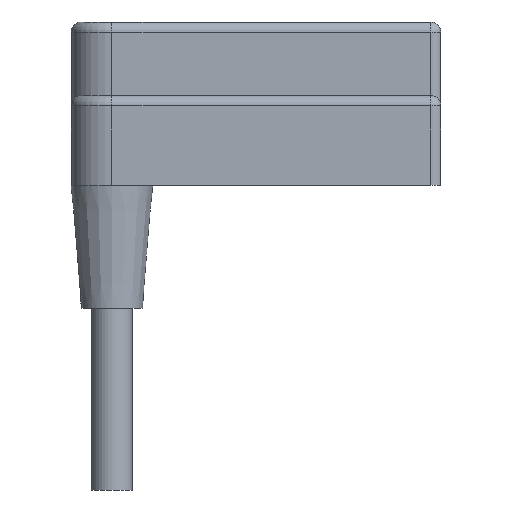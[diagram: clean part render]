
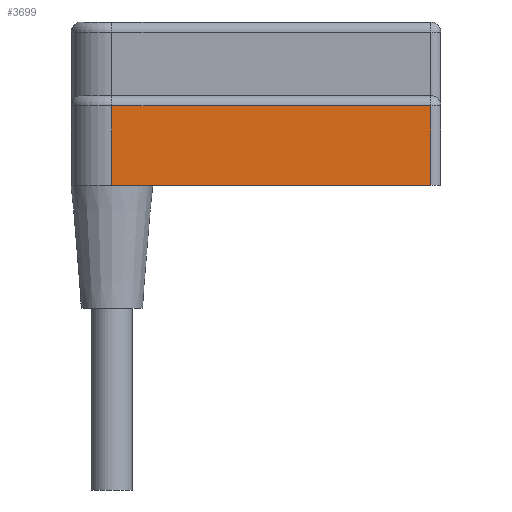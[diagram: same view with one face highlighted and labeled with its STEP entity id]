
A CAD part, left-side view. The second image highlights one B-rep face of the part: STEP entity #3699.
In plain terms, the highlighted planar face has unit normal (-1, 0, 0).
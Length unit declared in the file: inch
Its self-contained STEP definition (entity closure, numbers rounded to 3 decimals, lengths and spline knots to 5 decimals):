
#3575=CARTESIAN_POINT('',(-1.57087,0.27756,0.15354));
#3576=VERTEX_POINT('',#3575);
#3609=CARTESIAN_POINT('',(-1.57087,-0.33661,0.15354));
#3610=VERTEX_POINT('',#3609);
#3625=CARTESIAN_POINT('',(-1.57087,0.27756,0.15354));
#3626=DIRECTION('',(0.0,-1.0,0.0));
#3627=VECTOR('',#3626,0.61417);
#3628=LINE('',#3625,#3627);
#3629=EDGE_CURVE('',#3576,#3610,#3628,.T.);
#3657=CARTESIAN_POINT('',(-1.57087,-0.33661,0.0));
#3658=VERTEX_POINT('',#3657);
#3659=CARTESIAN_POINT('',(-1.57087,-0.33661,0.15354));
#3660=DIRECTION('',(0.0,0.0,-1.0));
#3661=VECTOR('',#3660,0.15354);
#3662=LINE('',#3659,#3661);
#3663=EDGE_CURVE('',#3610,#3658,#3662,.T.);
#3676=CARTESIAN_POINT('',(-1.57087,-0.3563,0.0));
#3677=DIRECTION('',(-1.0,0.0,0.0));
#3678=DIRECTION('',(0.0,0.0,1.0));
#3679=AXIS2_PLACEMENT_3D('',#3676,#3677,#3678);
#3680=PLANE('',#3679);
#3681=ORIENTED_EDGE('',*,*,#3629,.F.);
#3682=CARTESIAN_POINT('',(-1.57087,0.27756,0.0));
#3683=VERTEX_POINT('',#3682);
#3684=CARTESIAN_POINT('',(-1.57087,0.27756,0.0));
#3685=DIRECTION('',(0.0,0.0,1.0));
#3686=VECTOR('',#3685,0.15354);
#3687=LINE('',#3684,#3686);
#3688=EDGE_CURVE('',#3683,#3576,#3687,.T.);
#3689=ORIENTED_EDGE('',*,*,#3688,.F.);
#3690=CARTESIAN_POINT('',(-1.57087,-0.33661,0.0));
#3691=DIRECTION('',(0.0,1.0,0.0));
#3692=VECTOR('',#3691,0.61417);
#3693=LINE('',#3690,#3692);
#3694=EDGE_CURVE('',#3658,#3683,#3693,.T.);
#3695=ORIENTED_EDGE('',*,*,#3694,.F.);
#3696=ORIENTED_EDGE('',*,*,#3663,.F.);
#3697=EDGE_LOOP('',(#3681,#3689,#3695,#3696));
#3698=FACE_OUTER_BOUND('',#3697,.T.);
#3699=ADVANCED_FACE('',(#3698),#3680,.T.);
